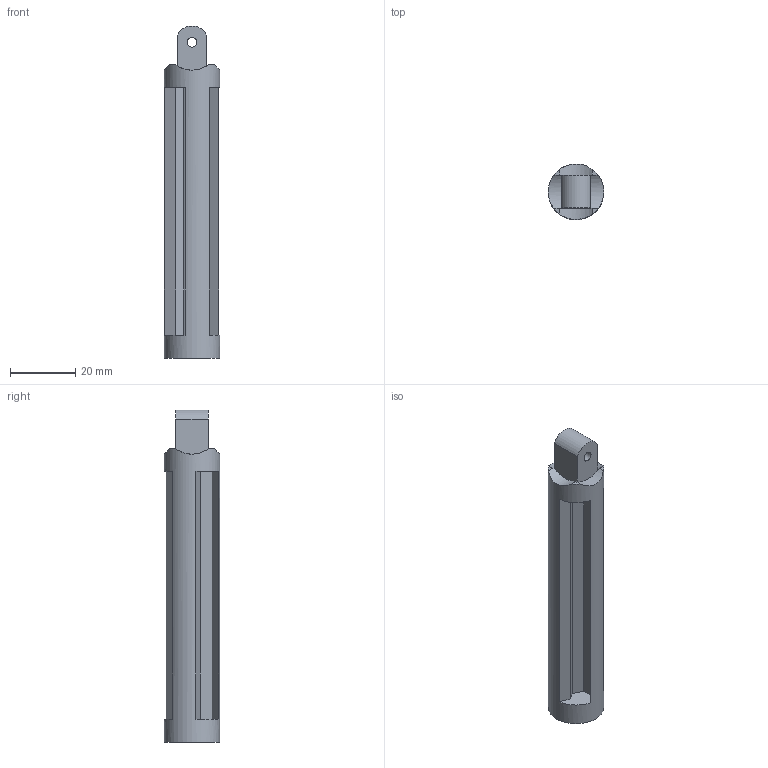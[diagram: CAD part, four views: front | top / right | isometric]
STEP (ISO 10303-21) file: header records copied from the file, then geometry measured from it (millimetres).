
FILE_DESCRIPTION(/* description */ (''),/* implementation_level */ '2;1');
FILE_NAME(/* name */ 'rangement embouts.step',/* time_stamp */ '2019-09-09T17:30:44+02:00',/* author */ (''),/* organization */ (''),/* preprocessor_version */ 'ST-DEVELOPER v18',/* originating_system */ 'Autodesk Translation Framework v8.6.0.1094',/* authorisation */ '');
FILE_SCHEMA (('AUTOMOTIVE_DESIGN { 1 0 10303 214 3 1 1 }'));
Length unit declared in the file: millimetre
Products named in the file (1): PORTE EMBOUT 17 DIAMETRE
Bounding box: 17 x 17 x 101.78 mm (x, y, z)
Volume: 10601.1 mm3; surface area: 7943.8 mm2
Topology: 1 solids, 1 shells, 50 faces, 132 edges, 88 vertices
Faces by surface type: plane 37, cylinder 13
Full cylindrical faces by diameter (mm): 3 x1, 17 x1
Entity records: 1631 total; most frequent: CARTESIAN_POINT 324, ORIENTED_EDGE 264, DIRECTION 264, EDGE_CURVE 132, LINE 92, VECTOR 92, VERTEX_POINT 88, AXIS2_PLACEMENT_3D 86
